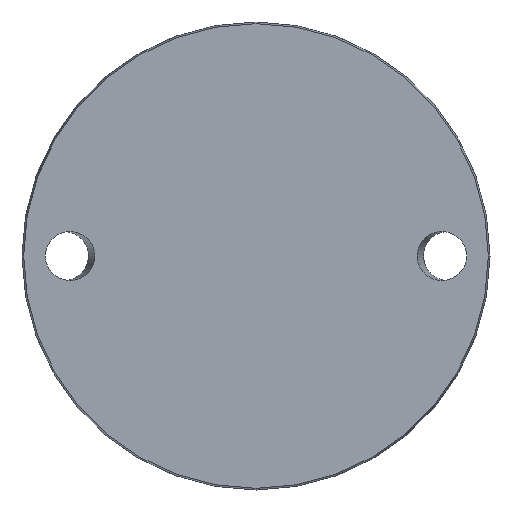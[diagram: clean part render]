
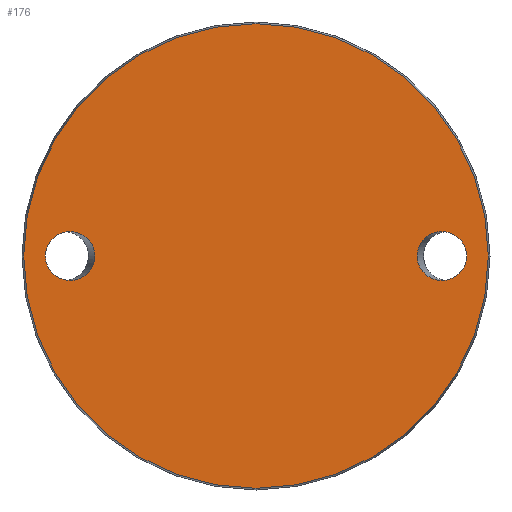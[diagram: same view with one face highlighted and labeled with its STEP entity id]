
A CAD part, front view. The second image highlights one B-rep face of the part: STEP entity #176.
In plain terms, the highlighted planar face has unit normal (0, -1, 0).
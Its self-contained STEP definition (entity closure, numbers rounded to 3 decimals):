
#44 = DIRECTION ( 'NONE',  ( 0., -1., 0. ) ) ;
#47 = CIRCLE ( 'NONE', #227, 78.425 ) ;
#71 = PLANE ( 'NONE',  #523 ) ;
#76 = CARTESIAN_POINT ( 'NONE',  ( 54.385, 0., 16.5 ) ) ;
#109 = EDGE_CURVE ( 'NONE', #220, #220, #147, .T. ) ;
#110 = CARTESIAN_POINT ( 'NONE',  ( -71.115, 0., 0. ) ) ;
#129 = DIRECTION ( 'NONE',  ( 0., 0., -1. ) ) ;
#140 = DIRECTION ( 'NONE',  ( 0., 1., 0. ) ) ;
#147 =( BOUNDED_CURVE ( )  B_SPLINE_CURVE ( 3, ( #452, #638, #195, #572, #76, #688, #740 ),
 .UNSPECIFIED., .T., .T. ) 
 B_SPLINE_CURVE_WITH_KNOTS ( ( 4, 3, 4 ),
 ( 0., 3.142, 6.283 ),
 .UNSPECIFIED. ) 
 CURVE ( )  GEOMETRIC_REPRESENTATION_ITEM ( )  RATIONAL_B_SPLINE_CURVE ( ( 1., 0.333, 0.333, 1., 0.333, 0.333, 1. ) ) 
 REPRESENTATION_ITEM ( '' )  );
#152 = EDGE_LOOP ( 'NONE', ( #620 ) ) ;
#169 = CARTESIAN_POINT ( 'NONE',  ( -71.115, 0., 0. ) ) ;
#176 = ADVANCED_FACE ( 'NONE', ( #440, #395, #388 ), #71, .F. ) ;
#195 = CARTESIAN_POINT ( 'NONE',  ( 54.385, 0., -16.5 ) ) ;
#212 = VERTEX_POINT ( 'NONE', #456 ) ;
#220 = VERTEX_POINT ( 'NONE', #283 ) ;
#227 = AXIS2_PLACEMENT_3D ( 'NONE', #604, #44, #129 ) ;
#241 = CARTESIAN_POINT ( 'NONE',  ( -54.385, 0., -16.5 ) ) ;
#283 = CARTESIAN_POINT ( 'NONE',  ( 71.115, 0., 0. ) ) ;
#300 = CARTESIAN_POINT ( 'NONE',  ( -54.385, 0., 16.5 ) ) ;
#315 = ORIENTED_EDGE ( 'NONE', *, *, #345, .T. ) ;
#344 = ORIENTED_EDGE ( 'NONE', *, *, #348, .T. ) ;
#345 = EDGE_CURVE ( 'NONE', #212, #212, #475, .T. ) ;
#348 = EDGE_CURVE ( 'NONE', #700, #700, #47, .T. ) ;
#378 = DIRECTION ( 'NONE',  ( 0., 0., 1. ) ) ;
#388 = FACE_OUTER_BOUND ( 'NONE', #420, .T. ) ;
#395 = FACE_BOUND ( 'NONE', #152, .T. ) ;
#420 = EDGE_LOOP ( 'NONE', ( #344 ) ) ;
#440 = FACE_BOUND ( 'NONE', #616, .T. ) ;
#449 = CARTESIAN_POINT ( 'NONE',  ( -78.425, 0., 0. ) ) ;
#452 = CARTESIAN_POINT ( 'NONE',  ( 71.115, 0., 0. ) ) ;
#456 = CARTESIAN_POINT ( 'NONE',  ( -71.115, 0., 0. ) ) ;
#475 =( BOUNDED_CURVE ( )  B_SPLINE_CURVE ( 3, ( #169, #602, #300, #544, #241, #665, #110 ),
 .UNSPECIFIED., .T., .T. ) 
 B_SPLINE_CURVE_WITH_KNOTS ( ( 4, 3, 4 ),
 ( 0., 3.142, 6.283 ),
 .UNSPECIFIED. ) 
 CURVE ( )  GEOMETRIC_REPRESENTATION_ITEM ( )  RATIONAL_B_SPLINE_CURVE ( ( 1., 0.333, 0.333, 1., 0.333, 0.333, 1. ) ) 
 REPRESENTATION_ITEM ( '' )  );
#523 = AXIS2_PLACEMENT_3D ( 'NONE', #449, #140, #378 ) ;
#544 = CARTESIAN_POINT ( 'NONE',  ( -54.385, 0., 0. ) ) ;
#572 = CARTESIAN_POINT ( 'NONE',  ( 54.385, 0., 0. ) ) ;
#602 = CARTESIAN_POINT ( 'NONE',  ( -71.115, 0., 16.5 ) ) ;
#604 = CARTESIAN_POINT ( 'NONE',  ( 0., 0., 0. ) ) ;
#616 = EDGE_LOOP ( 'NONE', ( #315 ) ) ;
#620 = ORIENTED_EDGE ( 'NONE', *, *, #109, .T. ) ;
#638 = CARTESIAN_POINT ( 'NONE',  ( 71.115, 0., -16.5 ) ) ;
#665 = CARTESIAN_POINT ( 'NONE',  ( -71.115, 0., -16.5 ) ) ;
#688 = CARTESIAN_POINT ( 'NONE',  ( 71.115, 0., 16.5 ) ) ;
#700 = VERTEX_POINT ( 'NONE', #704 ) ;
#704 = CARTESIAN_POINT ( 'NONE',  ( 0., 0., -78.425 ) ) ;
#740 = CARTESIAN_POINT ( 'NONE',  ( 71.115, 0., 0. ) ) ;
